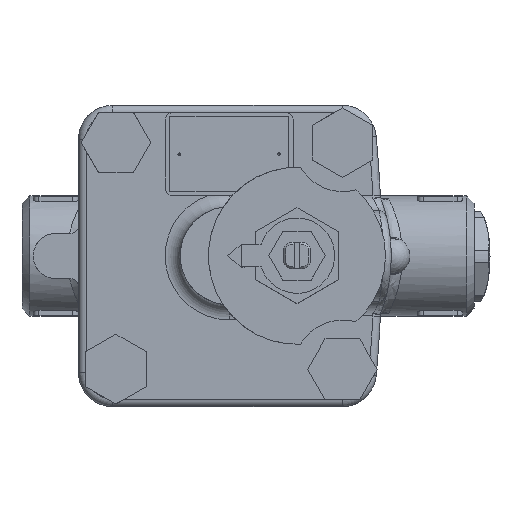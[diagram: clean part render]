
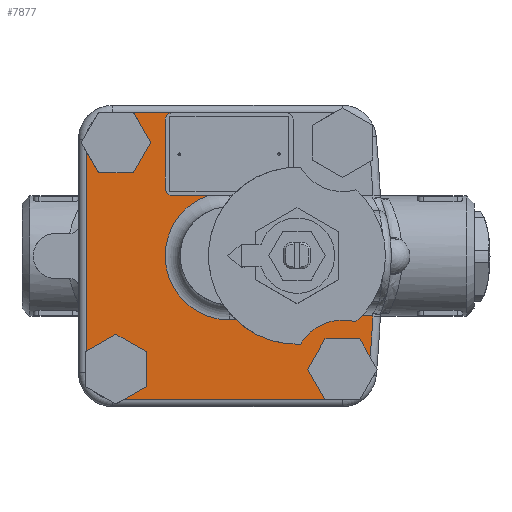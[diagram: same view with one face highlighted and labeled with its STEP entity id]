
A CAD part, top view. The second image highlights one B-rep face of the part: STEP entity #7877.
In plain terms, the highlighted planar face has unit normal (0, 0, 1).
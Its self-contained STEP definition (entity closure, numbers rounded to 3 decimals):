
#410=LINE('',#16201,#896);
#520=LINE('',#16612,#1006);
#525=LINE('',#16682,#1011);
#528=LINE('',#16706,#1014);
#532=LINE('',#16735,#1018);
#538=LINE('',#17081,#1024);
#541=LINE('',#17086,#1027);
#553=LINE('',#17108,#1039);
#556=LINE('',#17112,#1042);
#566=LINE('',#17148,#1052);
#569=LINE('',#17153,#1055);
#581=LINE('',#17175,#1067);
#584=LINE('',#17179,#1070);
#587=LINE('',#17198,#1073);
#590=LINE('',#17203,#1076);
#601=LINE('',#17224,#1087);
#604=LINE('',#17228,#1090);
#638=LINE('',#17799,#1124);
#639=LINE('',#17802,#1125);
#896=VECTOR('',#9968,18.);
#1006=VECTOR('',#10262,10.403);
#1011=VECTOR('',#10283,53.222);
#1014=VECTOR('',#10312,53.222);
#1018=VECTOR('',#10322,14.187);
#1024=VECTOR('',#10384,9.238);
#1027=VECTOR('',#10389,9.178);
#1039=VECTOR('',#10407,6.658);
#1042=VECTOR('',#10412,9.238);
#1052=VECTOR('',#10450,9.238);
#1055=VECTOR('',#10455,9.178);
#1067=VECTOR('',#10473,6.658);
#1070=VECTOR('',#10478,9.238);
#1073=VECTOR('',#10501,9.238);
#1076=VECTOR('',#10506,9.178);
#1087=VECTOR('',#10523,5.524);
#1090=VECTOR('',#10528,9.238);
#1124=VECTOR('',#10780,18.);
#1125=VECTOR('',#10783,9.255);
#2070=FACE_OUTER_BOUND('',#2608,.T.);
#2608=EDGE_LOOP('',(#7125,#7126,#7127,#7128,#7129,#7130,#7131,#7132,#7133,
#7134,#7135,#7136,#7137,#7138,#7139,#7140,#7141,#7142,#7143,#7144,#7145,
#7146,#7147,#7148));
#2899=CIRCLE('',#8408,17.);
#2936=CIRCLE('',#8509,338.);
#3009=CIRCLE('',#8695,17.);
#3011=CIRCLE('',#8698,2.);
#3012=CIRCLE('',#8699,2.);
#3488=VERTEX_POINT('',#16198);
#3489=VERTEX_POINT('',#16200);
#3490=VERTEX_POINT('',#16204);
#3588=VERTEX_POINT('',#16609);
#3589=VERTEX_POINT('',#16611);
#3598=VERTEX_POINT('',#16666);
#3600=VERTEX_POINT('',#16679);
#3601=VERTEX_POINT('',#16681);
#3603=VERTEX_POINT('',#16686);
#3608=VERTEX_POINT('',#16703);
#3609=VERTEX_POINT('',#16705);
#3630=VERTEX_POINT('',#17078);
#3631=VERTEX_POINT('',#17080);
#3639=VERTEX_POINT('',#17107);
#3650=VERTEX_POINT('',#17145);
#3651=VERTEX_POINT('',#17147);
#3659=VERTEX_POINT('',#17174);
#3664=VERTEX_POINT('',#17195);
#3665=VERTEX_POINT('',#17197);
#3673=VERTEX_POINT('',#17223);
#3741=VERTEX_POINT('',#17787);
#3742=VERTEX_POINT('',#17797);
#3743=VERTEX_POINT('',#17798);
#3744=VERTEX_POINT('',#17801);
#4480=EDGE_CURVE('',#3488,#3489,#410,.T.);
#4482=EDGE_CURVE('',#3489,#3490,#2899,.T.);
#4634=EDGE_CURVE('',#3588,#3589,#520,.T.);
#4649=EDGE_CURVE('',#3600,#3601,#525,.T.);
#4653=EDGE_CURVE('',#3603,#3598,#2936,.T.);
#4661=EDGE_CURVE('',#3608,#3609,#528,.T.);
#4668=EDGE_CURVE('',#3490,#3598,#532,.T.);
#4698=EDGE_CURVE('',#3631,#3630,#538,.T.);
#4701=EDGE_CURVE('',#3588,#3631,#541,.T.);
#4713=EDGE_CURVE('',#3639,#3601,#553,.T.);
#4716=EDGE_CURVE('',#3630,#3639,#556,.T.);
#4730=EDGE_CURVE('',#3651,#3650,#566,.T.);
#4733=EDGE_CURVE('',#3600,#3651,#569,.T.);
#4745=EDGE_CURVE('',#3659,#3609,#581,.T.);
#4748=EDGE_CURVE('',#3650,#3659,#584,.T.);
#4753=EDGE_CURVE('',#3665,#3664,#587,.T.);
#4756=EDGE_CURVE('',#3608,#3665,#590,.T.);
#4767=EDGE_CURVE('',#3673,#3603,#601,.T.);
#4770=EDGE_CURVE('',#3664,#3673,#604,.T.);
#4880=EDGE_CURVE('',#3741,#3488,#3009,.T.);
#4882=EDGE_CURVE('',#3742,#3743,#638,.T.);
#4883=EDGE_CURVE('',#3743,#3589,#3011,.T.);
#4884=EDGE_CURVE('',#3741,#3744,#639,.T.);
#4885=EDGE_CURVE('',#3742,#3744,#3012,.F.);
#7125=ORIENTED_EDGE('',*,*,#4882,.T.);
#7126=ORIENTED_EDGE('',*,*,#4883,.T.);
#7127=ORIENTED_EDGE('',*,*,#4634,.F.);
#7128=ORIENTED_EDGE('',*,*,#4701,.T.);
#7129=ORIENTED_EDGE('',*,*,#4698,.T.);
#7130=ORIENTED_EDGE('',*,*,#4716,.T.);
#7131=ORIENTED_EDGE('',*,*,#4713,.T.);
#7132=ORIENTED_EDGE('',*,*,#4649,.F.);
#7133=ORIENTED_EDGE('',*,*,#4733,.T.);
#7134=ORIENTED_EDGE('',*,*,#4730,.T.);
#7135=ORIENTED_EDGE('',*,*,#4748,.T.);
#7136=ORIENTED_EDGE('',*,*,#4745,.T.);
#7137=ORIENTED_EDGE('',*,*,#4661,.F.);
#7138=ORIENTED_EDGE('',*,*,#4756,.T.);
#7139=ORIENTED_EDGE('',*,*,#4753,.T.);
#7140=ORIENTED_EDGE('',*,*,#4770,.T.);
#7141=ORIENTED_EDGE('',*,*,#4767,.T.);
#7142=ORIENTED_EDGE('',*,*,#4653,.T.);
#7143=ORIENTED_EDGE('',*,*,#4668,.F.);
#7144=ORIENTED_EDGE('',*,*,#4482,.F.);
#7145=ORIENTED_EDGE('',*,*,#4480,.F.);
#7146=ORIENTED_EDGE('',*,*,#4880,.F.);
#7147=ORIENTED_EDGE('',*,*,#4884,.T.);
#7148=ORIENTED_EDGE('',*,*,#4885,.F.);
#7408=PLANE('',#8697);
#7877=ADVANCED_FACE('',(#2070),#7408,.T.);
#8408=AXIS2_PLACEMENT_3D('',#16205,#9973,#9974);
#8509=AXIS2_PLACEMENT_3D('',#16689,#10291,#10292);
#8695=AXIS2_PLACEMENT_3D('',#17794,#10774,#10775);
#8697=AXIS2_PLACEMENT_3D('',#17796,#10778,#10779);
#8698=AXIS2_PLACEMENT_3D('',#17800,#10781,#10782);
#8699=AXIS2_PLACEMENT_3D('',#17803,#10784,#10785);
#9968=DIRECTION('',(1.,0.,0.));
#9973=DIRECTION('center_axis',(0.,0.,
1.));
#9974=DIRECTION('ref_axis',(0.3,-0.954,0.));
#10262=DIRECTION('',(1.,0.,0.));
#10283=DIRECTION('',(0.,1.,0.));
#10291=DIRECTION('center_axis',(0.,0.,
1.));
#10292=DIRECTION('ref_axis',(-1.,0.,0.));
#10312=DIRECTION('',(-1.,0.,0.));
#10322=DIRECTION('',(1.,0.,0.));
#10384=DIRECTION('',(-0.5,-0.866,0.));
#10389=DIRECTION('',(0.5,-0.866,0.));
#10407=DIRECTION('',(-0.5,0.866,0.));
#10412=DIRECTION('',(-1.,0.,0.));
#10450=DIRECTION('',(0.866,-0.5,0.));
#10455=DIRECTION('',(0.866,0.5,0.));
#10473=DIRECTION('',(-0.866,-0.5,0.));
#10478=DIRECTION('',(0.,-1.,0.));
#10501=DIRECTION('',(0.5,0.866,0.));
#10506=DIRECTION('',(-0.5,0.866,0.));
#10523=DIRECTION('',(0.5,-0.866,0.));
#10528=DIRECTION('',(1.,0.,0.));
#10774=DIRECTION('center_axis',(0.,0.,
1.));
#10775=DIRECTION('ref_axis',(-1.,0.,0.));
#10778=DIRECTION('center_axis',(0.,0.,
1.));
#10779=DIRECTION('ref_axis',(1.,0.,0.));
#10780=DIRECTION('',(0.,1.,0.));
#10781=DIRECTION('center_axis',(0.,0.,
-1.));
#10782=DIRECTION('ref_axis',(-0.707,0.707,0.));
#10783=DIRECTION('',(-1.,0.,0.));
#10784=DIRECTION('center_axis',(0.,0.,
-1.));
#10785=DIRECTION('ref_axis',(-0.707,-0.707,0.));
#16198=CARTESIAN_POINT('',(0.,-17.,20.));
#16200=CARTESIAN_POINT('',(18.,-17.,20.));
#16201=CARTESIAN_POINT('',(20.559,-17.,20.));
#16204=CARTESIAN_POINT('',(23.937,-15.93,20.));
#16205=CARTESIAN_POINT('Origin',(18.,0.,20.));
#16609=CARTESIAN_POINT('',(-25.403,38.,20.));
#16611=CARTESIAN_POINT('',(-15.,38.,20.));
#16612=CARTESIAN_POINT('',(5.059,38.,20.));
#16666=CARTESIAN_POINT('',(38.124,-15.93,20.));
#16679=CARTESIAN_POINT('',(-38.,-25.403,20.));
#16681=CARTESIAN_POINT('',(-38.,27.818,20.));
#16682=CARTESIAN_POINT('',(-38.,-15.5,20.));
#16686=CARTESIAN_POINT('',(37.433,-26.836,20.));
#16689=CARTESIAN_POINT('Origin',(-299.5,0.,20.));
#16703=CARTESIAN_POINT('',(25.403,-38.,20.));
#16705=CARTESIAN_POINT('',(-27.818,-38.,20.));
#16706=CARTESIAN_POINT('',(35.581,-38.,20.));
#16735=CARTESIAN_POINT('',(0.,-15.93,20.));
#17078=CARTESIAN_POINT('',(-25.433,22.052,20.));
#17080=CARTESIAN_POINT('',(-20.814,30.052,20.));
#17081=CARTESIAN_POINT('',(-19.579,32.191,20.));
#17086=CARTESIAN_POINT('',(-8.876,9.374,20.));
#17107=CARTESIAN_POINT('',(-34.671,22.052,20.));
#17108=CARTESIAN_POINT('',(-20.423,-2.626,20.));
#17112=CARTESIAN_POINT('',(7.842,22.052,20.));
#17145=CARTESIAN_POINT('',(-22.052,-25.433,20.));
#17147=CARTESIAN_POINT('',(-30.052,-20.814,20.));
#17148=CARTESIAN_POINT('',(-7.87,-33.621,20.));
#17153=CARTESIAN_POINT('',(-2.857,-5.113,20.));
#17174=CARTESIAN_POINT('',(-22.052,-34.671,20.));
#17175=CARTESIAN_POINT('',(9.143,-16.66,20.));
#17179=CARTESIAN_POINT('',(-22.052,-12.717,20.));
#17195=CARTESIAN_POINT('',(25.433,-22.052,20.));
#17197=CARTESIAN_POINT('',(20.814,-30.052,20.));
#17198=CARTESIAN_POINT('',(29.859,-14.387,20.));
#17203=CARTESIAN_POINT('',(19.155,-27.178,20.));
#17223=CARTESIAN_POINT('',(34.671,-22.052,20.));
#17224=CARTESIAN_POINT('',(30.702,-15.178,20.));
#17228=CARTESIAN_POINT('',(33.275,-22.052,20.));
#17787=CARTESIAN_POINT('',(-5.745,16.,20.));
#17794=CARTESIAN_POINT('Origin',(0.,0.,
20.));
#17796=CARTESIAN_POINT('Origin',(41.117,0.,
20.));
#17797=CARTESIAN_POINT('',(-17.,18.,20.));
#17798=CARTESIAN_POINT('',(-17.,36.,20.));
#17799=CARTESIAN_POINT('',(-17.,19.,20.));
#17800=CARTESIAN_POINT('Origin',(-15.,36.,20.));
#17801=CARTESIAN_POINT('',(-15.,16.,20.));
#17802=CARTESIAN_POINT('',(12.059,16.,20.));
#17803=CARTESIAN_POINT('Origin',(-15.,18.,20.));
